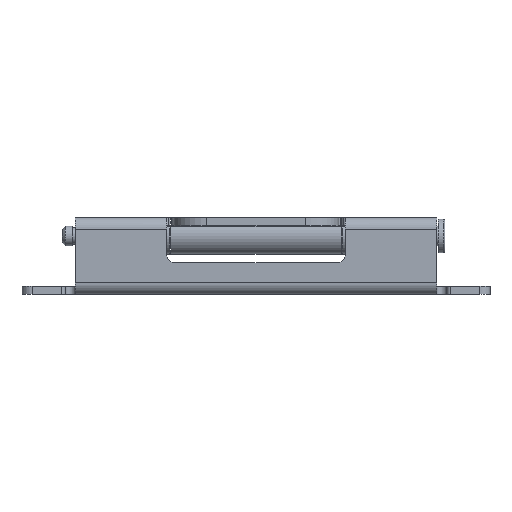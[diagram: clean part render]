
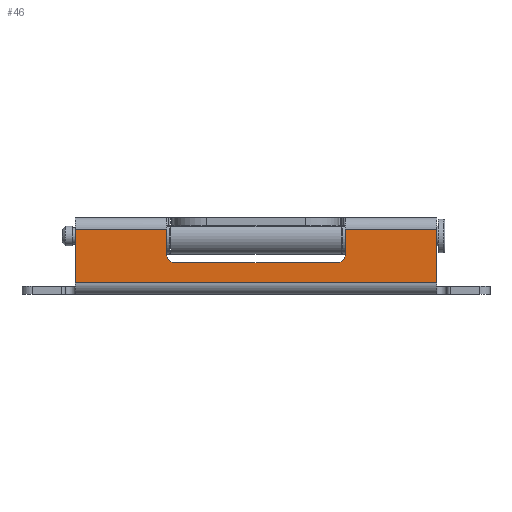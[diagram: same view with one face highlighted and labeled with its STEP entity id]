
A CAD part, left-side view. The second image highlights one B-rep face of the part: STEP entity #46.
In plain terms, the highlighted planar face has unit normal (-1, 0, 0).
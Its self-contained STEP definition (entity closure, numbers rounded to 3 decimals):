
#46=ADVANCED_FACE('',(#171),#2029,.T.);
#171=FACE_OUTER_BOUND('',#296,.T.);
#296=EDGE_LOOP('',(#478,#479,#480,#481,#482,#483,#484,#485,#486,#487));
#478=ORIENTED_EDGE('',*,*,#1087,.T.);
#479=ORIENTED_EDGE('',*,*,#1092,.T.);
#480=ORIENTED_EDGE('',*,*,#1088,.T.);
#481=ORIENTED_EDGE('',*,*,#1089,.T.);
#482=ORIENTED_EDGE('',*,*,#1090,.T.);
#483=ORIENTED_EDGE('',*,*,#1091,.T.);
#484=ORIENTED_EDGE('',*,*,#1086,.T.);
#485=ORIENTED_EDGE('',*,*,#1055,.T.);
#486=ORIENTED_EDGE('',*,*,#1051,.T.);
#487=ORIENTED_EDGE('',*,*,#1049,.T.);
#1049=EDGE_CURVE('',#1814,#1812,#1357,.T.);
#1051=EDGE_CURVE('',#1816,#1814,#1712,.T.);
#1055=EDGE_CURVE('',#1818,#1816,#1359,.T.);
#1086=EDGE_CURVE('',#1846,#1818,#1729,.T.);
#1087=EDGE_CURVE('',#1812,#1845,#1730,.T.);
#1088=EDGE_CURVE('',#1847,#1848,#1731,.T.);
#1089=EDGE_CURVE('',#1848,#1849,#1650,.T.);
#1090=EDGE_CURVE('',#1849,#1850,#1732,.T.);
#1091=EDGE_CURVE('',#1850,#1846,#1733,.T.);
#1092=EDGE_CURVE('',#1845,#1847,#1734,.T.);
#1357=TRIMMED_CURVE($,#1501,(#3263),(#3264),.T.,.CARTESIAN.);
#1359=TRIMMED_CURVE($,#1503,(#3277),(#3278),.T.,.CARTESIAN.);
#1501=CIRCLE('',#2289,2.5);
#1503=CIRCLE('',#2291,2.5);
#1650=(
BOUNDED_CURVE()
B_SPLINE_CURVE(1,(#3358,#3359),.UNSPECIFIED.,.F.,.F.)
B_SPLINE_CURVE_WITH_KNOTS((2,2),(0.,108.),.UNSPECIFIED.)
CURVE()
GEOMETRIC_REPRESENTATION_ITEM()
RATIONAL_B_SPLINE_CURVE((1.,1.))
REPRESENTATION_ITEM('')
);
#1712=B_SPLINE_CURVE_WITH_KNOTS('',1,(#3267,#3268),.UNSPECIFIED.,.F.,.F.,
(2,2),(40.562,89.062),.UNSPECIFIED.);
#1729=B_SPLINE_CURVE_WITH_KNOTS('',1,(#3352,#3353),.UNSPECIFIED.,.F.,.F.,
(2,2),(-17.362,-7.612),.UNSPECIFIED.);
#1730=B_SPLINE_CURVE_WITH_KNOTS('',1,(#3354,#3355),.UNSPECIFIED.,.F.,.F.,
(2,2),(7.612,17.362),.UNSPECIFIED.);
#1731=B_SPLINE_CURVE_WITH_KNOTS('',1,(#3356,#3357),.UNSPECIFIED.,.F.,.F.,
(2,2),(0.,13.5),.UNSPECIFIED.);
#1732=B_SPLINE_CURVE_WITH_KNOTS('',1,(#3360,#3361),.UNSPECIFIED.,.F.,.F.,
(2,2),(0.,13.5),.UNSPECIFIED.);
#1733=B_SPLINE_CURVE_WITH_KNOTS('',1,(#3362,#3363),.UNSPECIFIED.,.F.,.F.,
(2,2),(0.,27.25),.UNSPECIFIED.);
#1734=B_SPLINE_CURVE_WITH_KNOTS('',1,(#3364,#3365),.UNSPECIFIED.,.F.,.F.,
(2,2),(80.75,108.),.UNSPECIFIED.);
#1812=VERTEX_POINT('',#3128);
#1814=VERTEX_POINT('',#3130);
#1816=VERTEX_POINT('',#3132);
#1818=VERTEX_POINT('',#3134);
#1845=VERTEX_POINT('',#3161);
#1846=VERTEX_POINT('',#3162);
#1847=VERTEX_POINT('',#3163);
#1848=VERTEX_POINT('',#3164);
#1849=VERTEX_POINT('',#3165);
#1850=VERTEX_POINT('',#3166);
#2029=PLANE('',#2228);
#2228=AXIS2_PLACEMENT_3D('',#2879,#2481,$);
#2289=AXIS2_PLACEMENT_3D($,#3262,#2543,#2544);
#2291=AXIS2_PLACEMENT_3D($,#3276,#2547,#2548);
#2481=DIRECTION('',(-1.,0.,0.));
#2543=DIRECTION('',(1.,0.,0.));
#2544=DIRECTION('',(0.,0.,-1.));
#2547=DIRECTION('',(1.,0.,0.));
#2548=DIRECTION('',(0.,-1.,0.));
#2879=CARTESIAN_POINT('',(-19.432,-54.,-15.404));
#3128=CARTESIAN_POINT('',(-19.432,26.75,-6.904));
#3130=CARTESIAN_POINT('',(-19.432,24.25,-9.404));
#3132=CARTESIAN_POINT('',(-19.432,-24.25,-9.404));
#3134=CARTESIAN_POINT('',(-19.432,-26.75,-6.904));
#3161=CARTESIAN_POINT('',(-19.432,26.75,0.596));
#3162=CARTESIAN_POINT('',(-19.432,-26.75,0.596));
#3163=CARTESIAN_POINT('',(-19.432,54.,0.596));
#3164=CARTESIAN_POINT('',(-19.432,54.,-15.404));
#3165=CARTESIAN_POINT('',(-19.432,-54.,-15.404));
#3166=CARTESIAN_POINT('',(-19.432,-54.,0.596));
#3262=CARTESIAN_POINT('',(-19.432,24.25,-6.904));
#3263=CARTESIAN_POINT('',(-19.432,24.25,-9.404));
#3264=CARTESIAN_POINT('',(-19.432,26.75,-6.904));
#3267=CARTESIAN_POINT('',(-19.432,-24.25,-9.404));
#3268=CARTESIAN_POINT('',(-19.432,24.25,-9.404));
#3276=CARTESIAN_POINT('',(-19.432,-24.25,-6.904));
#3277=CARTESIAN_POINT('',(-19.432,-26.75,-6.904));
#3278=CARTESIAN_POINT('',(-19.432,-24.25,-9.404));
#3352=CARTESIAN_POINT('',(-19.432,-26.75,0.596));
#3353=CARTESIAN_POINT('',(-19.432,-26.75,-6.904));
#3354=CARTESIAN_POINT('',(-19.432,26.75,-6.904));
#3355=CARTESIAN_POINT('',(-19.432,26.75,0.596));
#3356=CARTESIAN_POINT('',(-19.432,54.,0.596));
#3357=CARTESIAN_POINT('',(-19.432,54.,-15.404));
#3358=CARTESIAN_POINT('',(-19.432,54.,-15.404));
#3359=CARTESIAN_POINT('',(-19.432,-54.,-15.404));
#3360=CARTESIAN_POINT('',(-19.432,-54.,-15.404));
#3361=CARTESIAN_POINT('',(-19.432,-54.,0.596));
#3362=CARTESIAN_POINT('',(-19.432,-54.,0.596));
#3363=CARTESIAN_POINT('',(-19.432,-26.75,0.596));
#3364=CARTESIAN_POINT('',(-19.432,26.75,0.596));
#3365=CARTESIAN_POINT('',(-19.432,54.,0.596));
